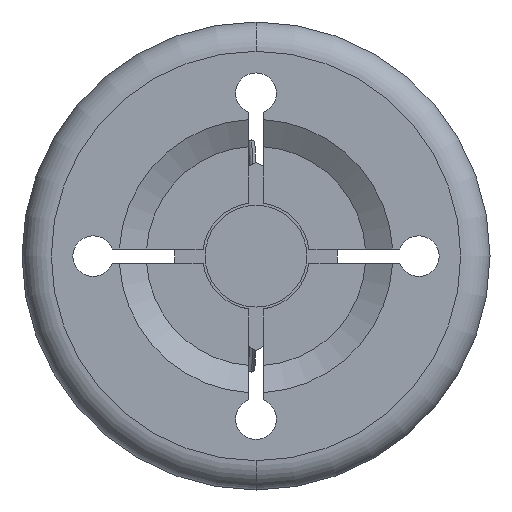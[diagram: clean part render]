
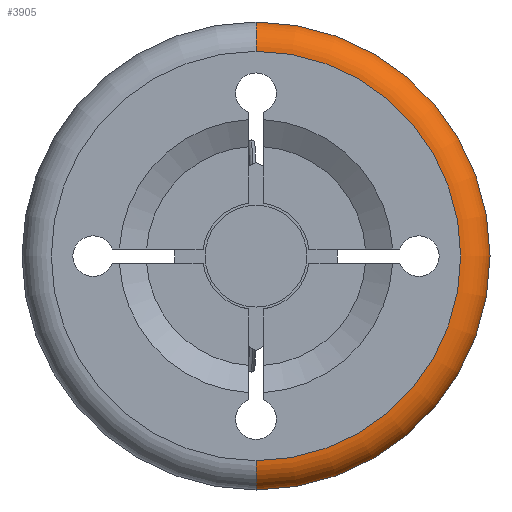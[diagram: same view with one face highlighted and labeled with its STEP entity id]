
A CAD part, front view. The second image highlights one B-rep face of the part: STEP entity #3905.
In plain terms, the highlighted toroidal (fillet/blend) face has major radius 15.964 mm and minor radius 2.286 mm.
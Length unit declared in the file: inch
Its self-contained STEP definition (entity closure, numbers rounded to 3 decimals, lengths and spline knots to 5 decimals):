
#19 = DIRECTION ( 'NONE',  ( 0., 0., -1. ) ) ;
#120 = AXIS2_PLACEMENT_3D ( 'NONE', #3685, #1821, #19 ) ;
#216 = DIRECTION ( 'NONE',  ( 0., -1., 0. ) ) ;
#403 = CIRCLE ( 'NONE', #120, 0.09 ) ;
#430 = EDGE_CURVE ( 'NONE', #1079, #475, #2440, .T. ) ;
#475 = VERTEX_POINT ( 'NONE', #3918 ) ;
#591 = FACE_OUTER_BOUND ( 'NONE', #3802, .T. ) ;
#634 = DIRECTION ( 'NONE',  ( 0., 0., -1. ) ) ;
#674 = ORIENTED_EDGE ( 'NONE', *, *, #430, .F. ) ;
#731 = TOROIDAL_SURFACE ( 'NONE', #2821, 0.6285, 0.09 ) ;
#1079 = VERTEX_POINT ( 'NONE', #2868 ) ;
#1146 = CARTESIAN_POINT ( 'NONE',  ( 0., -1.718, 0.00051 ) ) ;
#1248 = EDGE_CURVE ( 'NONE', #3547, #3500, #3257, .T. ) ;
#1296 = AXIS2_PLACEMENT_3D ( 'NONE', #1146, #3305, #1470 ) ;
#1432 = ORIENTED_EDGE ( 'NONE', *, *, #1751, .F. ) ;
#1456 = CARTESIAN_POINT ( 'NONE',  ( 0., -1.718, -0.62799 ) ) ;
#1470 = DIRECTION ( 'NONE',  ( 0., 0., -1. ) ) ;
#1751 = EDGE_CURVE ( 'NONE', #475, #3547, #3665, .T. ) ;
#1762 = DIRECTION ( 'NONE',  ( 0., 0., 1. ) ) ;
#1821 = DIRECTION ( 'NONE',  ( 1., 0., 0. ) ) ;
#2016 = CARTESIAN_POINT ( 'NONE',  ( 0., -1.808, 0.00051 ) ) ;
#2089 = AXIS2_PLACEMENT_3D ( 'NONE', #1456, #3620, #1762 ) ;
#2147 = CARTESIAN_POINT ( 'NONE',  ( 0., -1.718, 0.00051 ) ) ;
#2322 = DIRECTION ( 'NONE',  ( 0., 0., -1. ) ) ;
#2440 = CIRCLE ( 'NONE', #1296, 0.7185 ) ;
#2505 = CARTESIAN_POINT ( 'NONE',  ( 0., -1.808, -0.62799 ) ) ;
#2764 = DIRECTION ( 'NONE',  ( 0., -1., 0. ) ) ;
#2776 = AXIS2_PLACEMENT_3D ( 'NONE', #2016, #216, #2322 ) ;
#2821 = AXIS2_PLACEMENT_3D ( 'NONE', #2147, #2764, #634 ) ;
#2868 = CARTESIAN_POINT ( 'NONE',  ( 0., -1.718, 0.71901 ) ) ;
#2892 = ORIENTED_EDGE ( 'NONE', *, *, #3184, .T. ) ;
#3184 = EDGE_CURVE ( 'NONE', #1079, #3500, #403, .T. ) ;
#3257 = CIRCLE ( 'NONE', #2776, 0.6285 ) ;
#3305 = DIRECTION ( 'NONE',  ( 0., 1., 0. ) ) ;
#3395 = ORIENTED_EDGE ( 'NONE', *, *, #1248, .F. ) ;
#3500 = VERTEX_POINT ( 'NONE', #3615 ) ;
#3547 = VERTEX_POINT ( 'NONE', #2505 ) ;
#3615 = CARTESIAN_POINT ( 'NONE',  ( 0., -1.808, 0.62901 ) ) ;
#3620 = DIRECTION ( 'NONE',  ( -1., 0., 0. ) ) ;
#3665 = CIRCLE ( 'NONE', #2089, 0.09 ) ;
#3685 = CARTESIAN_POINT ( 'NONE',  ( 0., -1.718, 0.62901 ) ) ;
#3802 = EDGE_LOOP ( 'NONE', ( #674, #2892, #3395, #1432 ) ) ;
#3905 = ADVANCED_FACE ( 'NONE', ( #591 ), #731, .T. ) ;
#3918 = CARTESIAN_POINT ( 'NONE',  ( 0., -1.718, -0.71799 ) ) ;
